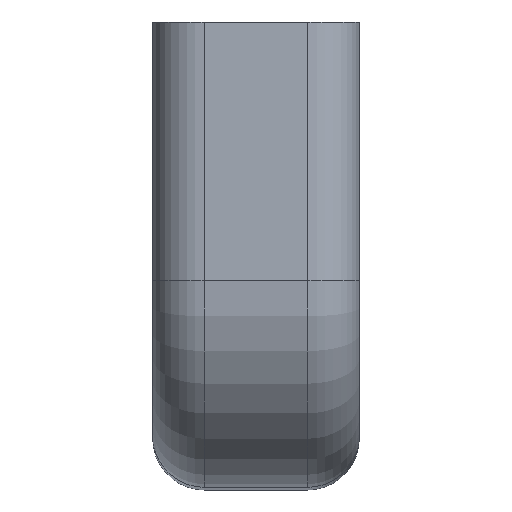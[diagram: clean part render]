
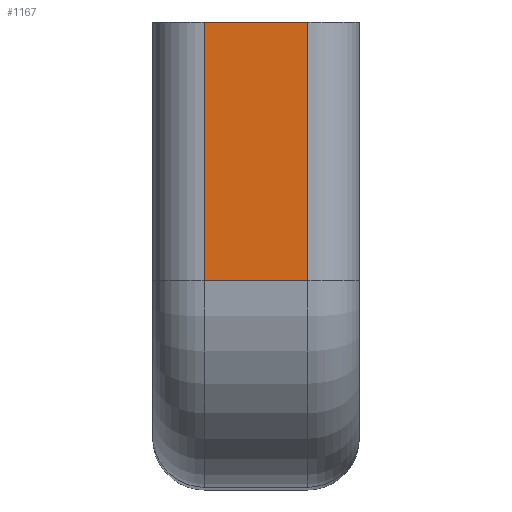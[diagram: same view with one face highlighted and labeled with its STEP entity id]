
A CAD part, top view. The second image highlights one B-rep face of the part: STEP entity #1167.
In plain terms, the highlighted planar face has unit normal (0, 0, 1).
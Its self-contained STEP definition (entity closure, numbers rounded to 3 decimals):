
#415=CARTESIAN_POINT('',(4.999,0.002,5.));
#416=VERTEX_POINT('',#415);
#424=CARTESIAN_POINT('',(4.999,-24.998,5.));
#425=VERTEX_POINT('',#424);
#426=CARTESIAN_POINT('',(4.999,0.002,5.));
#427=DIRECTION('',(0.0,-1.0,0.0));
#428=VECTOR('',#427,25.0);
#429=LINE('',#426,#428);
#430=EDGE_CURVE('',#416,#425,#429,.T.);
#457=CARTESIAN_POINT('',(-5.001,-24.998,5.));
#458=VERTEX_POINT('',#457);
#466=CARTESIAN_POINT('',(-5.001,0.002,5.));
#467=VERTEX_POINT('',#466);
#468=CARTESIAN_POINT('',(-5.001,0.002,5.));
#469=DIRECTION('',(0.0,-1.0,0.0));
#470=VECTOR('',#469,25.0);
#471=LINE('',#468,#470);
#472=EDGE_CURVE('',#467,#458,#471,.T.);
#701=CARTESIAN_POINT('',(-5.001,0.002,5.));
#702=DIRECTION('',(1.0,0.0,0.0));
#703=VECTOR('',#702,10.);
#704=LINE('',#701,#703);
#705=EDGE_CURVE('',#467,#416,#704,.T.);
#1021=CARTESIAN_POINT('',(4.999,-24.998,5.));
#1022=DIRECTION('',(-1.0,0.0,0.0));
#1023=VECTOR('',#1022,10.0);
#1024=LINE('',#1021,#1023);
#1025=EDGE_CURVE('',#425,#458,#1024,.T.);
#1156=CARTESIAN_POINT('',(-5.501,1.252,5.));
#1157=DIRECTION('',(0.0,0.0,1.0));
#1158=DIRECTION('',(1.0,0.0,0.0));
#1159=AXIS2_PLACEMENT_3D('',#1156,#1157,#1158);
#1160=PLANE('',#1159);
#1161=ORIENTED_EDGE('',*,*,#1025,.F.);
#1162=ORIENTED_EDGE('',*,*,#430,.F.);
#1163=ORIENTED_EDGE('',*,*,#705,.F.);
#1164=ORIENTED_EDGE('',*,*,#472,.T.);
#1165=EDGE_LOOP('',(#1161,#1162,#1163,#1164));
#1166=FACE_OUTER_BOUND('',#1165,.T.);
#1167=ADVANCED_FACE('',(#1166),#1160,.T.);
